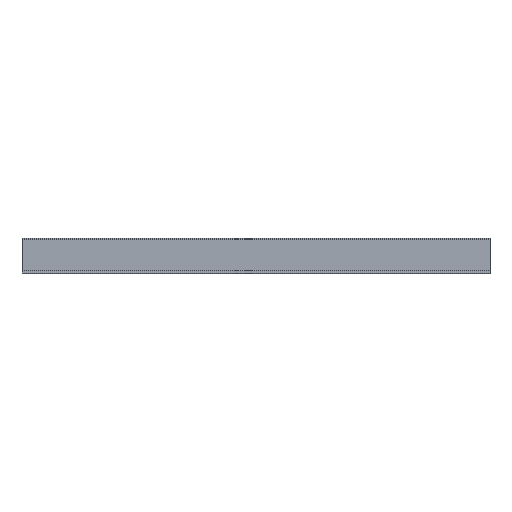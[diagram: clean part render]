
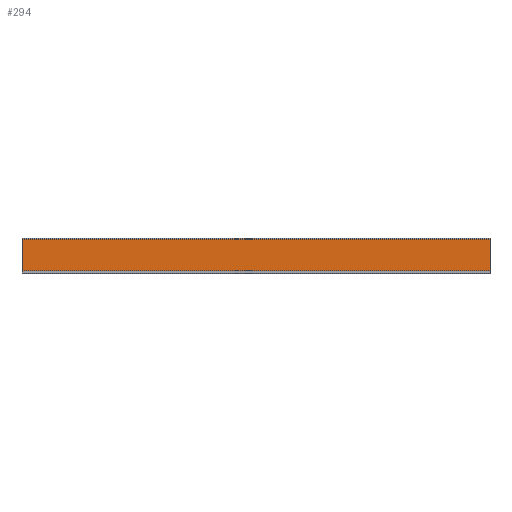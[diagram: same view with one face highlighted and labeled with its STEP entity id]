
A CAD part, front view. The second image highlights one B-rep face of the part: STEP entity #294.
In plain terms, the highlighted planar face has unit normal (0, -1, 0).
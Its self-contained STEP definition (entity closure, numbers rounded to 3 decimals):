
#3 = LINE ( 'NONE', #1877, #1516 ) ;
#97 = LINE ( 'NONE', #2762, #3321 ) ;
#294 = ADVANCED_FACE ( 'NONE', ( #1860 ), #2386, .F. ) ;
#474 = CARTESIAN_POINT ( 'NONE',  ( 500., 24., 0. ) ) ;
#510 = DIRECTION ( 'NONE',  ( -1., 0., 0. ) ) ;
#523 = CARTESIAN_POINT ( 'NONE',  ( -500., 24., -73.95 ) ) ;
#891 = ORIENTED_EDGE ( 'NONE', *, *, #2383, .T. ) ;
#1026 = DIRECTION ( 'NONE',  ( 0., 1., 0. ) ) ;
#1142 = AXIS2_PLACEMENT_3D ( 'NONE', #1285, #1026, #2123 ) ;
#1285 = CARTESIAN_POINT ( 'NONE',  ( 500., 24., 0. ) ) ;
#1316 = EDGE_CURVE ( 'NONE', #1326, #2716, #97, .T. ) ;
#1326 = VERTEX_POINT ( 'NONE', #1465 ) ;
#1465 = CARTESIAN_POINT ( 'NONE',  ( 500., 24., -73.95 ) ) ;
#1516 = VECTOR ( 'NONE', #510, 1000. ) ;
#1550 = ORIENTED_EDGE ( 'NONE', *, *, #3452, .F. ) ;
#1683 = VECTOR ( 'NONE', #1808, 1000. ) ;
#1735 = EDGE_LOOP ( 'NONE', ( #891, #3297, #1550, #2209 ) ) ;
#1803 = CARTESIAN_POINT ( 'NONE',  ( 500., 24., -1.5 ) ) ;
#1808 = DIRECTION ( 'NONE',  ( 0., 0., -1. ) ) ;
#1860 = FACE_OUTER_BOUND ( 'NONE', #1735, .T. ) ;
#1877 = CARTESIAN_POINT ( 'NONE',  ( 500., 24., -1.5 ) ) ;
#1922 = EDGE_CURVE ( 'NONE', #2643, #3427, #3, .T. ) ;
#2123 = DIRECTION ( 'NONE',  ( 0., 0., 1. ) ) ;
#2209 = ORIENTED_EDGE ( 'NONE', *, *, #1922, .T. ) ;
#2383 = EDGE_CURVE ( 'NONE', #3427, #2716, #2645, .T. ) ;
#2384 = CARTESIAN_POINT ( 'NONE',  ( -500., 24., 0. ) ) ;
#2386 = PLANE ( 'NONE',  #1142 ) ;
#2643 = VERTEX_POINT ( 'NONE', #1803 ) ;
#2645 = LINE ( 'NONE', #2384, #3248 ) ;
#2716 = VERTEX_POINT ( 'NONE', #523 ) ;
#2762 = CARTESIAN_POINT ( 'NONE',  ( 500., 24., -73.95 ) ) ;
#2884 = LINE ( 'NONE', #474, #1683 ) ;
#3102 = CARTESIAN_POINT ( 'NONE',  ( -500., 24., -1.5 ) ) ;
#3248 = VECTOR ( 'NONE', #3453, 1000. ) ;
#3297 = ORIENTED_EDGE ( 'NONE', *, *, #1316, .F. ) ;
#3321 = VECTOR ( 'NONE', #3357, 1000. ) ;
#3357 = DIRECTION ( 'NONE',  ( -1., 0., 0. ) ) ;
#3427 = VERTEX_POINT ( 'NONE', #3102 ) ;
#3452 = EDGE_CURVE ( 'NONE', #2643, #1326, #2884, .T. ) ;
#3453 = DIRECTION ( 'NONE',  ( 0., 0., -1. ) ) ;
